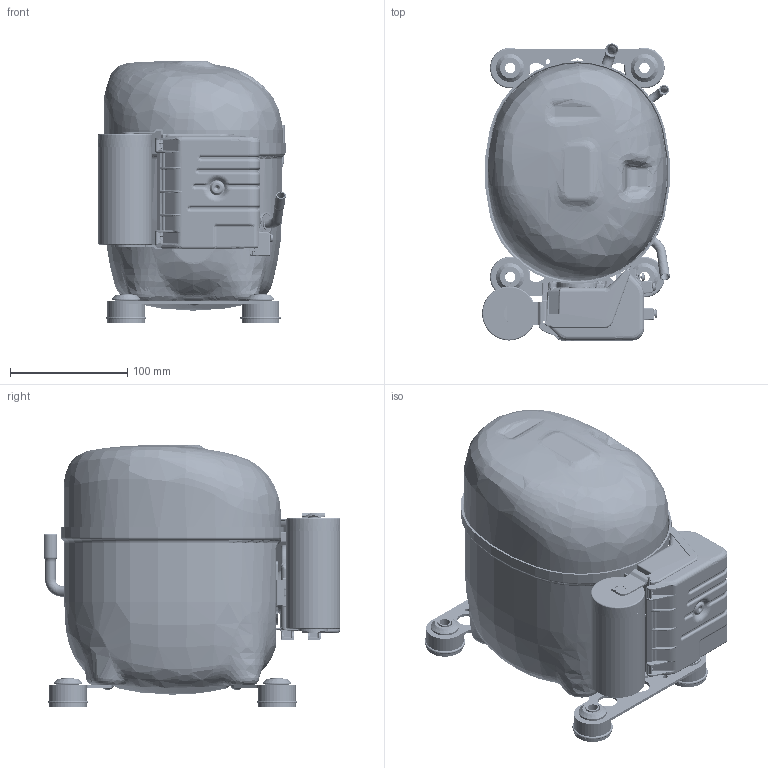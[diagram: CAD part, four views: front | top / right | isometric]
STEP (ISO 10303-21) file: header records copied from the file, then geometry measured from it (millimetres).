
FILE_DESCRIPTION(/* description */ (''),/* implementation_level */ '2;1');
FILE_NAME(/* name */ 'DCAE199FR_b-m.stp',/* time_stamp */ '2016-02-25T16:46:41+01:00',/* author */ (''),/* organization */ (''),/* preprocessor_version */ 'ST-DEVELOPER v14',/* originating_system */ 'SIEMENS PLM Software NX 8.0',/* authorisation */ '');
FILE_SCHEMA (('CONFIG_CONTROL_DESIGN'));
Length unit declared in the file: millimetre
Products named in the file (1): DCAE199FR_b-m
Bounding box: 159.85 x 252.87 x 223.15 mm (x, y, z)
Volume: 634174.3 mm3; surface area: 469492.4 mm2
Topology: 42 solids, 42 shells, 6034 faces, 15306 edges, 9492 vertices
Faces by surface type: plane 2155, cylinder 1332, bspline 1266, extrusion 744, torus 274, cone 141, sphere 122
Full cylindrical faces by diameter (mm): 1.8 x4, 2.285 x6, 3.25 x2, 3.5 x2, 3.7 x2, 4.2 x2, 4.5 x1, 5.015 x1, 5.05 x4, 5.1 x4, 5.95 x3, 6.35 x6, 6.453 x1, 6.5 x1, 7 x6, 7.015 x1, 7.05 x4, 7.5 x2, 7.6 x1, 7.95 x3, 8 x4, 8.2 x4, 8.453 x1, 8.5 x4, 8.6 x1, 8.8 x4, 9 x5, 9.6 x1, 9.65 x1, 9.7 x2
Entity records: 263837 total; most frequent: CARTESIAN_POINT 133258, ORIENTED_EDGE 29470, DIRECTION 22291, EDGE_CURVE 14735, VERTEX_POINT 9331, VECTOR 7757, AXIS2_PLACEMENT_3D 7267, LINE 7013
